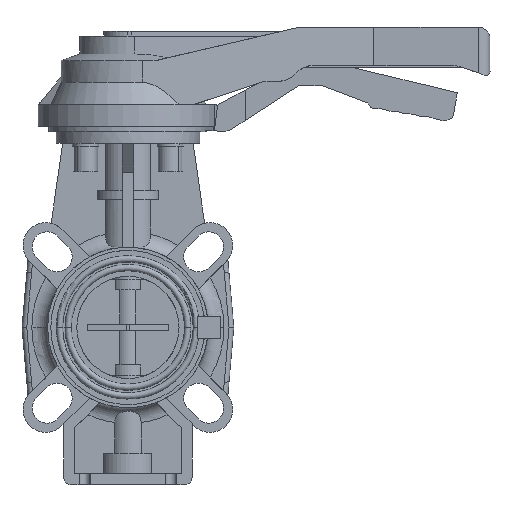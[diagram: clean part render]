
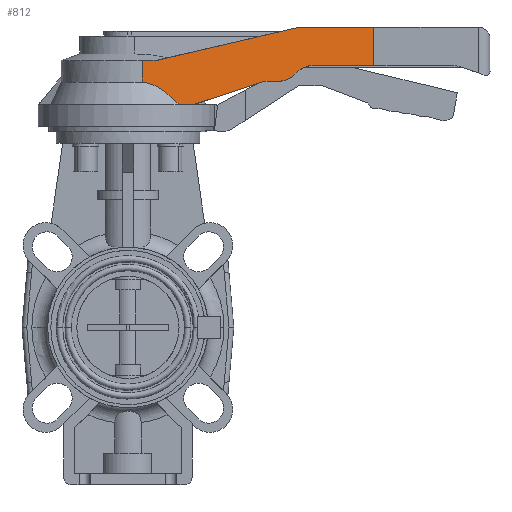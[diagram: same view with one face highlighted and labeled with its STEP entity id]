
A CAD part, front view. The second image highlights one B-rep face of the part: STEP entity #812.
In plain terms, the highlighted planar face has unit normal (0.175, -0.985, 0).
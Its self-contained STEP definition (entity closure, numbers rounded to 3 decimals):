
#812=ADVANCED_FACE('',(#1988),#1989,.F.);
#1988=FACE_OUTER_BOUND('',#3556,.T.);
#1989=PLANE('',#3557);
#3556=EDGE_LOOP('',(#6077,#6078,#6079,#6080,#6081,#6082,#6083,#6084,#6085,#6086,#6087,#6088,#6089));
#3557=AXIS2_PLACEMENT_3D('',#6090,#6091,#6092);
#6077=ORIENTED_EDGE('',*,*,#9924,.T.);
#6078=ORIENTED_EDGE('',*,*,#10323,.F.);
#6079=ORIENTED_EDGE('',*,*,#10324,.F.);
#6080=ORIENTED_EDGE('',*,*,#10325,.F.);
#6081=ORIENTED_EDGE('',*,*,#10326,.F.);
#6082=ORIENTED_EDGE('',*,*,#10327,.F.);
#6083=ORIENTED_EDGE('',*,*,#10216,.F.);
#6084=ORIENTED_EDGE('',*,*,#10328,.F.);
#6085=ORIENTED_EDGE('',*,*,#10302,.F.);
#6086=ORIENTED_EDGE('',*,*,#10321,.F.);
#6087=ORIENTED_EDGE('',*,*,#10249,.F.);
#6088=ORIENTED_EDGE('',*,*,#10329,.F.);
#6089=ORIENTED_EDGE('',*,*,#10330,.F.);
#6090=CARTESIAN_POINT('',(81.06,-28.578,228.705));
#6091=DIRECTION('',(-0.175,0.985,0.0));
#6092=DIRECTION('',(0.985,0.175,0.0));
#9924=EDGE_CURVE('',#12110,#12107,#12111,.T.);
#10216=EDGE_CURVE('',#12561,#12563,#12564,.T.);
#10249=EDGE_CURVE('',#12609,#12611,#12612,.T.);
#10302=EDGE_CURVE('',#12683,#12685,#12686,.T.);
#10321=EDGE_CURVE('',#12611,#12683,#12709,.T.);
#10323=EDGE_CURVE('',#12711,#12107,#12712,.T.);
#10324=EDGE_CURVE('',#12713,#12711,#12714,.T.);
#10325=EDGE_CURVE('',#12715,#12713,#12716,.T.);
#10326=EDGE_CURVE('',#12717,#12715,#12718,.T.);
#10327=EDGE_CURVE('',#12563,#12717,#12719,.T.);
#10328=EDGE_CURVE('',#12685,#12561,#12720,.T.);
#10329=EDGE_CURVE('',#12721,#12609,#12722,.T.);
#10330=EDGE_CURVE('',#12110,#12721,#12723,.T.);
#12107=VERTEX_POINT('',#15792);
#12110=VERTEX_POINT('',#15795);
#12111=(B_SPLINE_CURVE(2,(#15797,#15798,#15799),.UNSPECIFIED.,.F.,.F.)B_SPLINE_CURVE_WITH_KNOTS((3,3),(0.0,28.53),.UNSPECIFIED.)RATIONAL_B_SPLINE_CURVE((1.0,1.036,1.0))BOUNDED_CURVE()REPRESENTATION_ITEM('')GEOMETRIC_REPRESENTATION_ITEM()CURVE());
#12561=VERTEX_POINT('',#16465);
#12563=VERTEX_POINT('',#16468);
#12564=ELLIPSE('',#16469,15.236,15.);
#12609=VERTEX_POINT('',#16538);
#12611=VERTEX_POINT('',#16541);
#12612=LINE('',#16542,#16543);
#12683=VERTEX_POINT('',#16670);
#12685=VERTEX_POINT('',#16673);
#12686=LINE('',#16674,#16675);
#12709=LINE('',#16725,#16726);
#12711=VERTEX_POINT('',#16728);
#12712=LINE('',#16729,#16730);
#12713=VERTEX_POINT('',#16731);
#12714=LINE('',#16732,#16733);
#12715=VERTEX_POINT('',#16734);
#12716=LINE('',#16735,#16736);
#12717=VERTEX_POINT('',#16737);
#12718=ELLIPSE('',#16738,15.236,15.);
#12719=LINE('',#16739,#16740);
#12720=LINE('',#16741,#16742);
#12721=VERTEX_POINT('',#16743);
#12722=LINE('',#16744,#16745);
#12723=LINE('',#16746,#16747);
#15792=CARTESIAN_POINT('',(32.561,-37.21,141.295));
#15795=CARTESIAN_POINT('',(9.198,-41.369,155.823));
#15797=CARTESIAN_POINT('',(8.942,-41.414,155.844));
#15798=CARTESIAN_POINT('',(19.841,-39.474,155.013));
#15799=CARTESIAN_POINT('',(32.561,-37.21,141.295));
#16465=CARTESIAN_POINT('',(117.584,-22.077,166.295));
#16468=CARTESIAN_POINT('',(106.978,-23.965,161.902));
#16469=AXIS2_PLACEMENT_3D('',#21662,#21663,#21664);
#16538=CARTESIAN_POINT('',(17.946,-39.812,169.564));
#16541=CARTESIAN_POINT('',(108.975,-23.61,190.758));
#16542=CARTESIAN_POINT('',(83.014,-28.23,184.713));
#16543=VECTOR('',#21699,1.0);
#16670=CARTESIAN_POINT('',(156.223,-15.2,190.758));
#16673=CARTESIAN_POINT('',(156.223,-15.2,166.295));
#16674=CARTESIAN_POINT('',(156.223,-15.2,228.705));
#16675=VECTOR('',#21747,1.0);
#16725=CARTESIAN_POINT('',(128.132,-20.2,190.758));
#16726=VECTOR('',#21762,1.0);
#16728=CARTESIAN_POINT('',(41.,-35.708,141.295));
#16729=CARTESIAN_POINT('',(44.24,-35.132,141.295));
#16730=VECTOR('',#21763,1.0);
#16731=CARTESIAN_POINT('',(86.371,-27.633,156.295));
#16732=CARTESIAN_POINT('',(88.814,-27.198,157.103));
#16733=VECTOR('',#21764,1.0);
#16734=CARTESIAN_POINT('',(95.158,-26.069,156.295));
#16735=CARTESIAN_POINT('',(91.797,-26.667,156.295));
#16736=VECTOR('',#21765,1.0);
#16737=CARTESIAN_POINT('',(105.764,-24.181,160.689));
#16738=AXIS2_PLACEMENT_3D('',#21766,#21767,#21768);
#16739=CARTESIAN_POINT('',(119.401,-21.754,174.325));
#16740=VECTOR('',#21769,1.0);
#16741=CARTESIAN_POINT('',(126.462,-20.497,166.295));
#16742=VECTOR('',#21770,1.0);
#16743=CARTESIAN_POINT('',(9.198,-41.369,169.564));
#16744=CARTESIAN_POINT('',(52.157,-33.722,169.564));
#16745=VECTOR('',#21771,1.0);
#16746=CARTESIAN_POINT('',(9.198,-41.369,199.465));
#16747=VECTOR('',#21772,1.0);
#21662=CARTESIAN_POINT('',(117.584,-22.077,151.295));
#21663=DIRECTION('',(0.175,-0.985,0.0));
#21664=DIRECTION('',(-0.985,-0.175,0.));
#21699=DIRECTION('',(0.96,0.171,0.223));
#21747=DIRECTION('',(0.0,0.0,-1.0));
#21762=DIRECTION('',(0.985,0.175,-0.0));
#21763=DIRECTION('',(-0.985,-0.175,0.0));
#21764=DIRECTION('',(-0.936,-0.167,-0.31));
#21765=DIRECTION('',(-0.985,-0.175,-0.0));
#21766=CARTESIAN_POINT('',(95.158,-26.069,171.295));
#21767=DIRECTION('',(-0.175,0.985,0.0));
#21768=DIRECTION('',(0.985,0.175,0.));
#21769=DIRECTION('',(-0.702,-0.125,-0.702));
#21770=DIRECTION('',(-0.985,-0.175,-0.0));
#21771=DIRECTION('',(0.985,0.175,-0.0));
#21772=DIRECTION('',(0.0,0.0,1.0));
